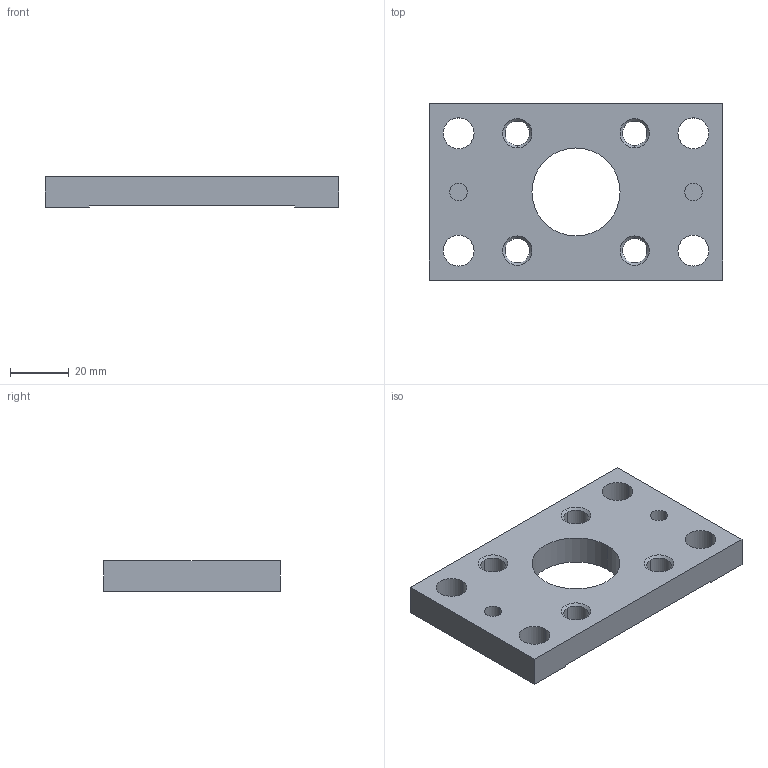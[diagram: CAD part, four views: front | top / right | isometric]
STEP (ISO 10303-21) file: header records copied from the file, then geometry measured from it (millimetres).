
FILE_DESCRIPTION(('STEP AP203'),'1');
FILE_NAME('ap_0-ds-0-0_5.stp','2014-08-06T06:41:21',('TraceParts'),('TraceParts S.A.'),'XStep 1.0',' ',' ');
FILE_SCHEMA(('CONFIG_CONTROL_DESIGN'));
Length unit declared in the file: millimetre
Products named in the file (1): 1
Bounding box: 100 x 60 x 10.5 mm (x, y, z)
Volume: 47231.2 mm3; surface area: 16444.7 mm2
Topology: 1 solids, 1 shells, 70 faces, 182 edges, 116 vertices
Faces by surface type: cylinder 30, plane 24, cone 16
Entity records: 2234 total; most frequent: DIRECTION 400, CARTESIAN_POINT 369, ORIENTED_EDGE 364, EDGE_CURVE 182, AXIS2_PLACEMENT_3D 147, VERTEX_POINT 116, LINE 106, VECTOR 106
